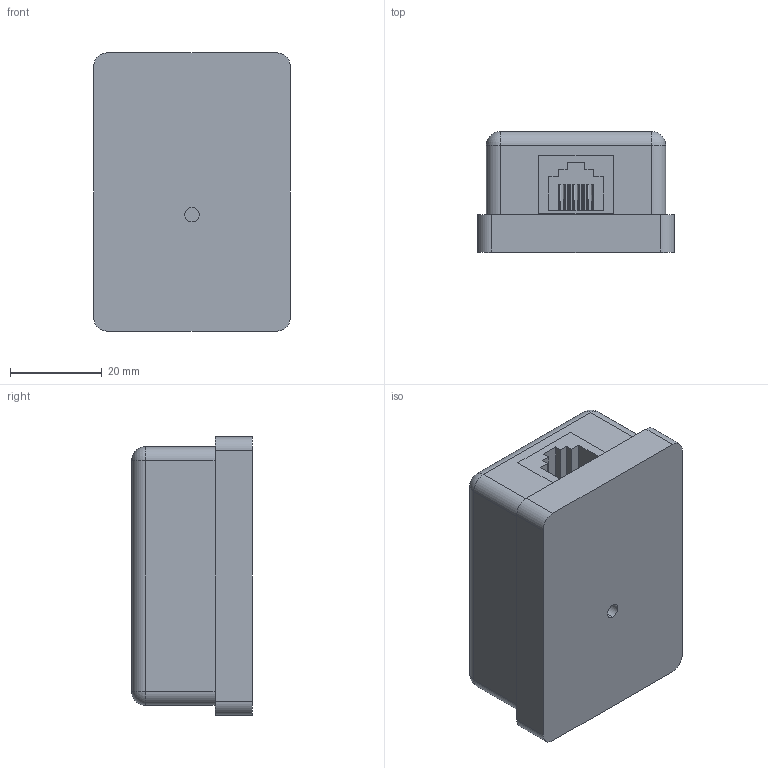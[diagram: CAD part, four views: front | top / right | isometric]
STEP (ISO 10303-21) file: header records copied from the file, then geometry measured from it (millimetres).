
FILE_DESCRIPTION (( 'STEP AP214' ), '1' );
FILE_NAME ('SMB110C5ES-S.STEP', '2012-10-31T19:45:36', ( 'x' ), ( '' ), 'SwSTEP 2.0', 'SolidWorks 2012', '' );
FILE_SCHEMA (( 'AUTOMOTIVE_DESIGN' ));
Length unit declared in the file: inch
Products named in the file (3): SMB4545-W-MA2; SMB110C5ES-S-MA1; SMB110C5ES-S
Assembly tree (2 placements, depth 2):
  SMB110C5ES-S
    SMB110C5ES-S-MA1
    SMB4545-W-MA2
Bounding box: 42.93 x 26.29 x 60.71 mm (x, y, z)
Volume: 58737.2 mm3; surface area: 12729.5 mm2
Topology: 2 solids, 2 shells, 182 faces, 466 edges, 304 vertices
Faces by surface type: plane 118, cylinder 32, bspline 28, sphere 4
Entity records: 7817 total; most frequent: CARTESIAN_POINT 2753, ORIENTED_EDGE 924, DIRECTION 716, EDGE_CURVE 462, LINE 342, VECTOR 342, VERTEX_POINT 304, EDGE_LOOP 202
